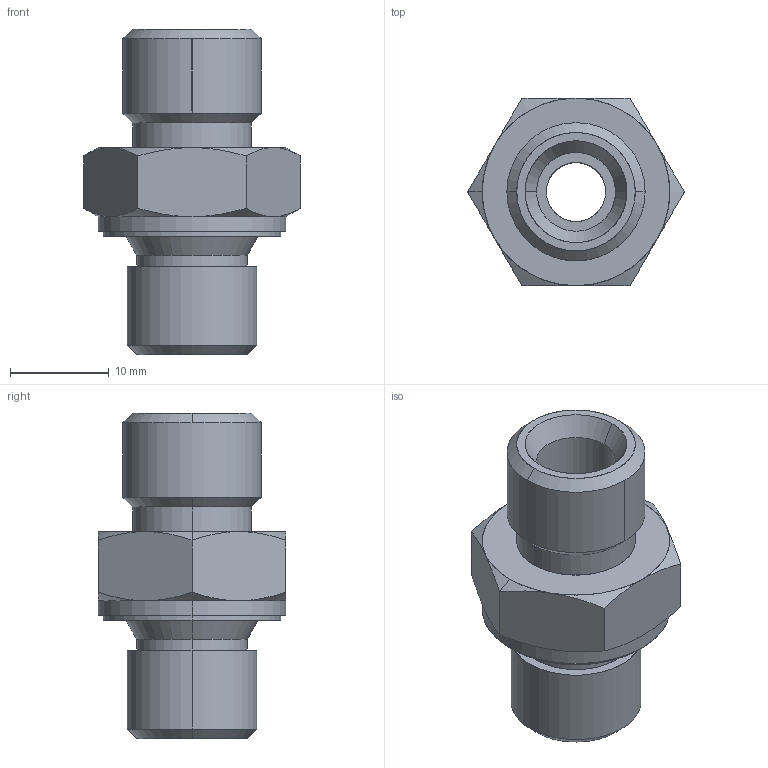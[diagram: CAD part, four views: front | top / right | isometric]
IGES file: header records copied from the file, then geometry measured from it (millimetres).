
Start section: SolidWorks IGES file using analytic representation for surfaces
Global section: file name: L_C212L10804.igs; native system: SolidWorks 2014; preprocessor: SolidWorks 2014; author: arutput15; date: 141004.080008; units: millimetre
Bounding box: 21.94 x 19 x 33 mm (x, y, z)
Surface area: 2828 mm2 (no closed solid volume)
Topology: 0 solids, 0 shells, 53 faces, 805 edges, 805 vertices
Faces by surface type: revolution 40, bspline 13
